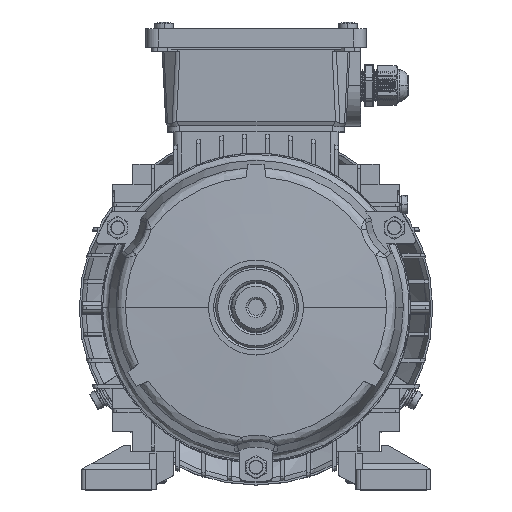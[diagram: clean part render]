
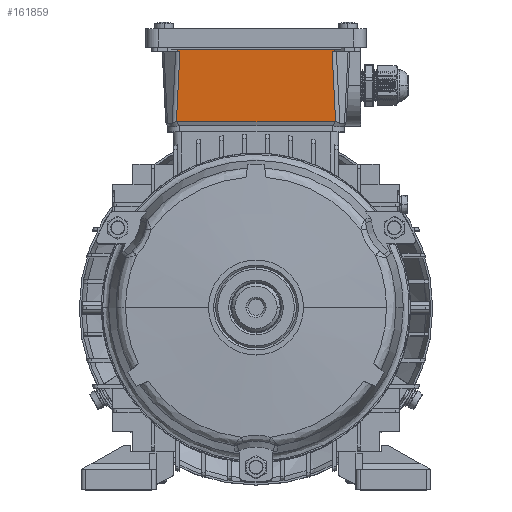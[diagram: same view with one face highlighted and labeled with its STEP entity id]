
A CAD part, top view. The second image highlights one B-rep face of the part: STEP entity #161859.
In plain terms, the highlighted planar face has unit normal (0, -0.05, 0.999).
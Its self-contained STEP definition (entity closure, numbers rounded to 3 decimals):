
#806 = CARTESIAN_POINT ( 'NONE',  ( -119.313, 112.913, 126.893 ) ) ;
#10236 = ORIENTED_EDGE ( 'NONE', *, *, #96923, .T. ) ;
#19630 = VERTEX_POINT ( 'NONE', #34108 ) ;
#19990 = EDGE_CURVE ( 'NONE', #333671, #56500, #122625, .T. ) ;
#24055 = VERTEX_POINT ( 'NONE', #246760 ) ;
#25027 = CARTESIAN_POINT ( 'NONE',  ( -14.667, 147.911, 128.642 ) ) ;
#33684 = LINE ( 'NONE', #337589, #50540 ) ;
#34108 = CARTESIAN_POINT ( 'NONE',  ( -119.313, 112.913, 126.893 ) ) ;
#37671 = VECTOR ( 'NONE', #134027, 1000. ) ;
#40463 = VERTEX_POINT ( 'NONE', #97581 ) ;
#41661 = DIRECTION ( 'NONE',  ( 1., 0., 0. ) ) ;
#43881 = DIRECTION ( 'NONE',  ( -1., 0., 0. ) ) ;
#44103 = CARTESIAN_POINT ( 'NONE',  ( -119.302, 113.128, 126.903 ) ) ;
#46169 = EDGE_CURVE ( 'NONE', #89756, #19630, #66223, .T. ) ;
#46382 =( BOUNDED_CURVE ( )  B_SPLINE_CURVE ( 3, ( #313241, #312084, #150662, #70474 ),
 .UNSPECIFIED., .F., .F. ) 
 B_SPLINE_CURVE_WITH_KNOTS ( ( 4, 4 ),
 ( 3.305, 3.321 ),
 .UNSPECIFIED. ) 
 CURVE ( )  GEOMETRIC_REPRESENTATION_ITEM ( )  RATIONAL_B_SPLINE_CURVE ( ( 1., 1., 1., 1. ) ) 
 REPRESENTATION_ITEM ( '' )  );
#48109 = DIRECTION ( 'NONE',  ( 0., -0.999, -0.05 ) ) ;
#50540 = VECTOR ( 'NONE', #176141, 1000. ) ;
#52197 = CARTESIAN_POINT ( 'NONE',  ( -119.202, 112.911, 126.892 ) ) ;
#56363 = ORIENTED_EDGE ( 'NONE', *, *, #275288, .T. ) ;
#56500 = VERTEX_POINT ( 'NONE', #192021 ) ;
#57384 = CARTESIAN_POINT ( 'NONE',  ( -119.239, 112.911, 126.892 ) ) ;
#65447 = EDGE_CURVE ( 'NONE', #24055, #149139, #33684, .T. ) ;
#66223 = LINE ( 'NONE', #44103, #344627 ) ;
#70474 = CARTESIAN_POINT ( 'NONE',  ( -40.521, 112.913, 126.893 ) ) ;
#76566 = CARTESIAN_POINT ( 'NONE',  ( -118.76, 148.888, 128.691 ) ) ;
#77449 = LINE ( 'NONE', #210085, #212389 ) ;
#79526 = ORIENTED_EDGE ( 'NONE', *, *, #85856, .F. ) ;
#85856 = EDGE_CURVE ( 'NONE', #189783, #149139, #286682, .T. ) ;
#89756 = VERTEX_POINT ( 'NONE', #311485 ) ;
#93606 = CARTESIAN_POINT ( 'NONE',  ( -14.667, 147.911, 128.642 ) ) ;
#96097 = DIRECTION ( 'NONE',  ( -0.05, -0.998, -0.05 ) ) ;
#96923 = EDGE_CURVE ( 'NONE', #19630, #208317, #132216, .T. ) ;
#97581 = CARTESIAN_POINT ( 'NONE',  ( -41.025, 147.911, 128.642 ) ) ;
#101477 = VECTOR ( 'NONE', #41661, 1000. ) ;
#106146 = EDGE_CURVE ( 'NONE', #189783, #89756, #202581, .T. ) ;
#122625 = LINE ( 'NONE', #233168, #244656 ) ;
#132216 =( BOUNDED_CURVE ( )  B_SPLINE_CURVE ( 3, ( #806, #132932, #57384, #243658 ),
 .UNSPECIFIED., .F., .T. ) 
 B_SPLINE_CURVE_WITH_KNOTS ( ( 4, 4 ),
 ( 6.103, 6.12 ),
 .UNSPECIFIED. ) 
 CURVE ( )  GEOMETRIC_REPRESENTATION_ITEM ( )  RATIONAL_B_SPLINE_CURVE ( ( 1., 1., 1., 1. ) ) 
 REPRESENTATION_ITEM ( '' )  );
#132932 = CARTESIAN_POINT ( 'NONE',  ( -119.276, 112.911, 126.892 ) ) ;
#134027 = DIRECTION ( 'NONE',  ( 0.05, 0.998, 0.05 ) ) ;
#143978 = FACE_OUTER_BOUND ( 'NONE', #295111, .T. ) ;
#149139 = VERTEX_POINT ( 'NONE', #76566 ) ;
#150662 = CARTESIAN_POINT ( 'NONE',  ( -40.558, 112.911, 126.892 ) ) ;
#154313 = DIRECTION ( 'NONE',  ( 0., 0.05, -0.999 ) ) ;
#156600 = CARTESIAN_POINT ( 'NONE',  ( -14.667, 216.655, 132.08 ) ) ;
#158986 = ORIENTED_EDGE ( 'NONE', *, *, #46169, .T. ) ;
#161500 = VERTEX_POINT ( 'NONE', #340543 ) ;
#161859 = ADVANCED_FACE ( 'NONE', ( #143978 ), #265031, .F. ) ;
#176141 = DIRECTION ( 'NONE',  ( -1., 0., 0. ) ) ;
#183318 = ORIENTED_EDGE ( 'NONE', *, *, #343779, .F. ) ;
#189783 = VERTEX_POINT ( 'NONE', #320718 ) ;
#192021 = CARTESIAN_POINT ( 'NONE',  ( -42.271, 147.911, 128.642 ) ) ;
#198205 = ORIENTED_EDGE ( 'NONE', *, *, #65447, .T. ) ;
#202581 = LINE ( 'NONE', #93606, #101477 ) ;
#205993 = LINE ( 'NONE', #25027, #311487 ) ;
#208317 = VERTEX_POINT ( 'NONE', #52197 ) ;
#210085 = CARTESIAN_POINT ( 'NONE',  ( -14.667, 112.911, 126.892 ) ) ;
#212389 = VECTOR ( 'NONE', #43881, 1000. ) ;
#217680 = CARTESIAN_POINT ( 'NONE',  ( -44.388, 215.172, 132.005 ) ) ;
#233168 = CARTESIAN_POINT ( 'NONE',  ( -45.631, 215.11, 132.002 ) ) ;
#234984 = EDGE_CURVE ( 'NONE', #40463, #24055, #326704, .T. ) ;
#238397 = DIRECTION ( 'NONE',  ( 1., 0., 0. ) ) ;
#243658 = CARTESIAN_POINT ( 'NONE',  ( -119.202, 112.911, 126.892 ) ) ;
#244656 = VECTOR ( 'NONE', #341599, 1000. ) ;
#245931 = DIRECTION ( 'NONE',  ( -0.05, 0.998, 0.05 ) ) ;
#246642 = ORIENTED_EDGE ( 'NONE', *, *, #106146, .T. ) ;
#246760 = CARTESIAN_POINT ( 'NONE',  ( -41.074, 148.888, 128.691 ) ) ;
#254966 = VECTOR ( 'NONE', #245931, 1000. ) ;
#265031 = PLANE ( 'NONE',  #341109 ) ;
#270559 = ORIENTED_EDGE ( 'NONE', *, *, #234984, .T. ) ;
#275288 = EDGE_CURVE ( 'NONE', #56500, #40463, #205993, .T. ) ;
#286682 = LINE ( 'NONE', #288526, #37671 ) ;
#287568 = ORIENTED_EDGE ( 'NONE', *, *, #293982, .T. ) ;
#288526 = CARTESIAN_POINT ( 'NONE',  ( -115.121, 221.665, 132.33 ) ) ;
#293982 = EDGE_CURVE ( 'NONE', #161500, #333671, #46382, .T. ) ;
#295111 = EDGE_LOOP ( 'NONE', ( #79526, #246642, #158986, #10236, #183318, #287568, #297972, #56363, #270559, #198205 ) ) ;
#297972 = ORIENTED_EDGE ( 'NONE', *, *, #19990, .T. ) ;
#311485 = CARTESIAN_POINT ( 'NONE',  ( -117.563, 147.911, 128.642 ) ) ;
#311487 = VECTOR ( 'NONE', #238397, 1000. ) ;
#312084 = CARTESIAN_POINT ( 'NONE',  ( -40.595, 112.911, 126.892 ) ) ;
#313241 = CARTESIAN_POINT ( 'NONE',  ( -40.631, 112.911, 126.892 ) ) ;
#313977 = CARTESIAN_POINT ( 'NONE',  ( -40.521, 112.913, 126.893 ) ) ;
#320718 = CARTESIAN_POINT ( 'NONE',  ( -118.809, 147.911, 128.642 ) ) ;
#326704 = LINE ( 'NONE', #217680, #254966 ) ;
#333671 = VERTEX_POINT ( 'NONE', #313977 ) ;
#337589 = CARTESIAN_POINT ( 'NONE',  ( -14.667, 148.888, 128.691 ) ) ;
#340543 = CARTESIAN_POINT ( 'NONE',  ( -40.631, 112.911, 126.892 ) ) ;
#341109 = AXIS2_PLACEMENT_3D ( 'NONE', #156600, #154313, #48109 ) ;
#341599 = DIRECTION ( 'NONE',  ( -0.05, 0.998, 0.05 ) ) ;
#343779 = EDGE_CURVE ( 'NONE', #161500, #208317, #77449, .T. ) ;
#344627 = VECTOR ( 'NONE', #96097, 1000. ) ;
